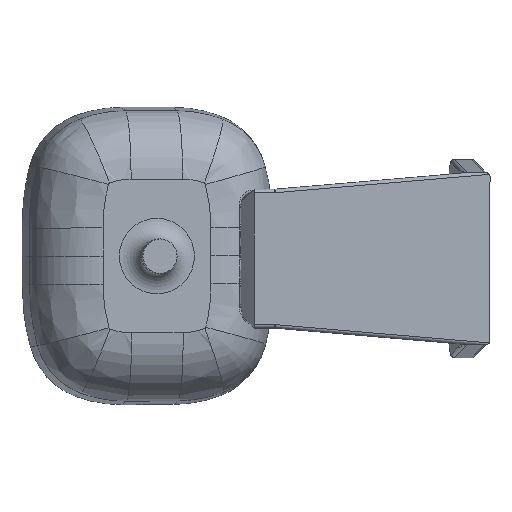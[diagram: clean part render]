
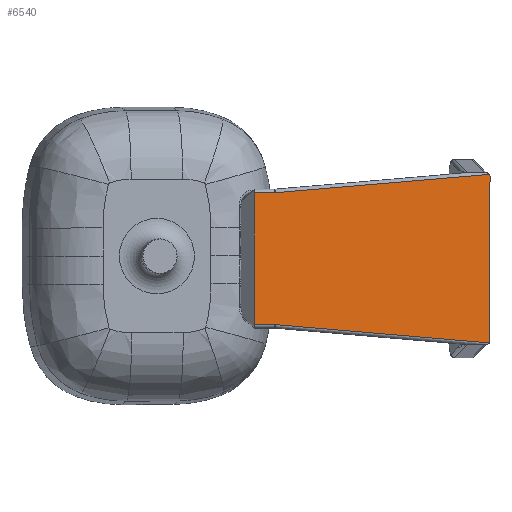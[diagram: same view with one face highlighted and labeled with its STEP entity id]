
A CAD part, front view. The second image highlights one B-rep face of the part: STEP entity #6540.
In plain terms, the highlighted face is planar.
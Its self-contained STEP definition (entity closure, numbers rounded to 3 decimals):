
#576=LINE('',#13538,#1031);
#581=LINE('',#13612,#1036);
#586=LINE('',#13628,#1041);
#589=LINE('',#13642,#1044);
#590=LINE('',#13645,#1045);
#591=LINE('',#13646,#1046);
#1031=VECTOR('',#8801,10.);
#1036=VECTOR('',#8826,10.);
#1041=VECTOR('',#8843,10.);
#1044=VECTOR('',#8856,10.);
#1045=VECTOR('',#8859,10.);
#1046=VECTOR('',#8860,10.);
#1196=PLANE('',#7217);
#1542=FACE_OUTER_BOUND('',#1930,.T.);
#1930=EDGE_LOOP('',(#5579,#5580,#5581,#5582,#5583,#5584,#5585,#5586,#5587,
#5588));
#2165=CIRCLE('',#7156,0.5);
#2179=CIRCLE('',#7180,0.5);
#2187=CIRCLE('',#7201,1.);
#2195=CIRCLE('',#7218,1.);
#2916=VERTEX_POINT('',#13337);
#2917=VERTEX_POINT('',#13338);
#2935=VERTEX_POINT('',#13442);
#2937=VERTEX_POINT('',#13455);
#2948=VERTEX_POINT('',#13537);
#2951=VERTEX_POINT('',#13544);
#2958=VERTEX_POINT('',#13611);
#2963=VERTEX_POINT('',#13627);
#2969=VERTEX_POINT('',#13641);
#2970=VERTEX_POINT('',#13643);
#3776=EDGE_CURVE('',#2916,#2917,#2165,.T.);
#3807=EDGE_CURVE('',#2937,#2935,#2179,.T.);
#3827=EDGE_CURVE('',#2935,#2948,#576,.T.);
#3832=EDGE_CURVE('',#2948,#2951,#2187,.T.);
#3841=EDGE_CURVE('',#2951,#2958,#581,.T.);
#3849=EDGE_CURVE('',#2963,#2958,#586,.T.);
#3856=EDGE_CURVE('',#2969,#2916,#589,.T.);
#3857=EDGE_CURVE('',#2970,#2969,#2195,.T.);
#3858=EDGE_CURVE('',#2963,#2970,#590,.T.);
#3859=EDGE_CURVE('',#2917,#2937,#591,.T.);
#5579=ORIENTED_EDGE('',*,*,#3776,.F.);
#5580=ORIENTED_EDGE('',*,*,#3856,.F.);
#5581=ORIENTED_EDGE('',*,*,#3857,.F.);
#5582=ORIENTED_EDGE('',*,*,#3858,.F.);
#5583=ORIENTED_EDGE('',*,*,#3849,.T.);
#5584=ORIENTED_EDGE('',*,*,#3841,.F.);
#5585=ORIENTED_EDGE('',*,*,#3832,.F.);
#5586=ORIENTED_EDGE('',*,*,#3827,.F.);
#5587=ORIENTED_EDGE('',*,*,#3807,.F.);
#5588=ORIENTED_EDGE('',*,*,#3859,.F.);
#6540=ADVANCED_FACE('',(#1542),#1196,.T.);
#7156=AXIS2_PLACEMENT_3D('',#13339,#8696,#8697);
#7180=AXIS2_PLACEMENT_3D('',#13457,#8756,#8757);
#7201=AXIS2_PLACEMENT_3D('',#13547,#8811,#8812);
#7217=AXIS2_PLACEMENT_3D('',#13640,#8854,#8855);
#7218=AXIS2_PLACEMENT_3D('',#13644,#8857,#8858);
#8696=DIRECTION('center_axis',(0.,0.,-1.));
#8697=DIRECTION('ref_axis',(0.707,-0.707,0.));
#8756=DIRECTION('center_axis',(0.,0.,-1.));
#8757=DIRECTION('ref_axis',(-0.707,-0.707,0.));
#8801=DIRECTION('',(0.085,0.996,0.));
#8811=DIRECTION('center_axis',(0.,0.,1.));
#8812=DIRECTION('ref_axis',(0.999,-0.042,0.));
#8826=DIRECTION('',(0.,1.,0.));
#8843=DIRECTION('',(-1.,0.,0.));
#8854=DIRECTION('center_axis',(0.,0.,1.));
#8855=DIRECTION('ref_axis',(1.,0.,0.));
#8856=DIRECTION('',(0.085,-0.996,0.));
#8857=DIRECTION('center_axis',(0.,0.,1.));
#8858=DIRECTION('ref_axis',(-0.999,-0.042,0.));
#8859=DIRECTION('',(0.,-1.,0.));
#8860=DIRECTION('',(-1.,0.,0.));
#13337=CARTESIAN_POINT('',(2.919,-34.408,4.215));
#13338=CARTESIAN_POINT('',(2.631,-34.5,4.215));
#13339=CARTESIAN_POINT('Origin',(2.631,-34.,4.215));
#13442=CARTESIAN_POINT('',(-21.658,-34.408,4.215));
#13455=CARTESIAN_POINT('',(-21.369,-34.5,4.215));
#13457=CARTESIAN_POINT('Origin',(-21.369,-34.,4.215));
#13537=CARTESIAN_POINT('',(-18.988,-3.064,4.215));
#13538=CARTESIAN_POINT('',(-18.886,-1.87,4.215));
#13544=CARTESIAN_POINT('',(-18.984,-2.979,4.215));
#13547=CARTESIAN_POINT('Origin',(-19.984,-2.979,4.215));
#13611=CARTESIAN_POINT('',(-18.984,0.,4.215));
#13612=CARTESIAN_POINT('',(-18.984,-0.75,4.215));
#13627=CARTESIAN_POINT('',(0.246,0.,4.215));
#13628=CARTESIAN_POINT('',(0.746,0.,4.215));
#13640=CARTESIAN_POINT('Origin',(-9.369,-1.5,4.215));
#13641=CARTESIAN_POINT('',(0.25,-3.064,4.215));
#13642=CARTESIAN_POINT('',(1.34,-15.87,4.215));
#13643=CARTESIAN_POINT('',(0.246,-2.979,4.215));
#13644=CARTESIAN_POINT('Origin',(1.246,-2.979,4.215));
#13645=CARTESIAN_POINT('',(0.246,-2.25,4.215));
#13646=CARTESIAN_POINT('',(3.131,-34.5,4.215));
